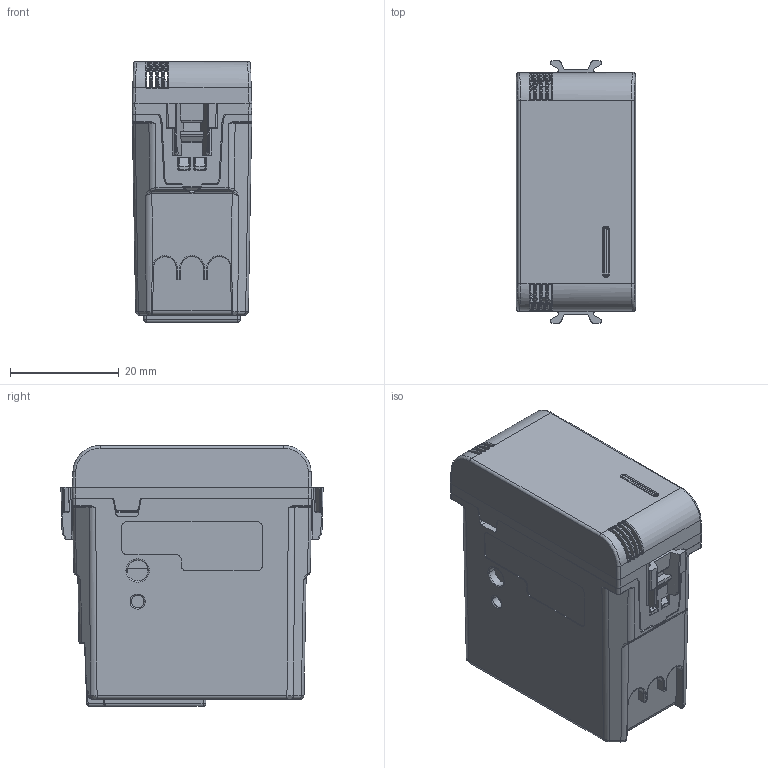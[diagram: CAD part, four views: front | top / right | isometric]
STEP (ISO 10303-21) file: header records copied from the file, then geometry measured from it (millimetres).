
FILE_DESCRIPTION(('CATIA V5 STEP Exchange','CAx-IF Rec.Pracs.--- Model Styling and Organization---1.4--- 2014-01-23'),'2;1');
FILE_NAME('GW10762H - GW10799 - GW10799H.stp','2024-02-12T16:19:29+00:00',('none'),('none'),'CATIA Version 5-6 Release 2019 SP6','CATIA V5 STEP AP214 v1','none');
FILE_SCHEMA(('AUTOMOTIVE_DESIGN { 1 0 10303 214 1 1 1 1 }'));
Products named in the file (1): GW10762H - GW10799 - GW10799H
Bounding box: 22 x 48.25 x 48 mm (x, y, z)
Volume: 23097 mm3; surface area: 14069 mm2
Topology: 2 solids, 2 shells, 1670 faces, 4262 edges, 2440 vertices
Faces by surface type: cylinder 648, plane 528, bspline 352, sphere 104, torus 36, cone 2
Entity records: 79412 total; most frequent: CARTESIAN_POINT 44470, ORIENTED_EDGE 8246, DIRECTION 4439, EDGE_CURVE 4123, VERTEX_POINT 2440, B_SPLINE_CURVE_WITH_KNOTS 1870, EDGE_LOOP 1693, AXIS2_PLACEMENT_3D 1683
